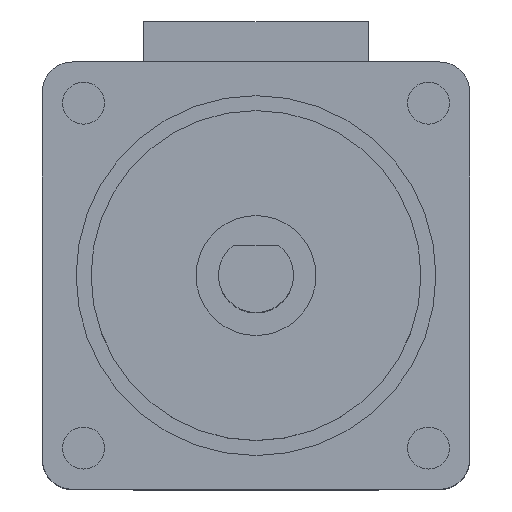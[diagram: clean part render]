
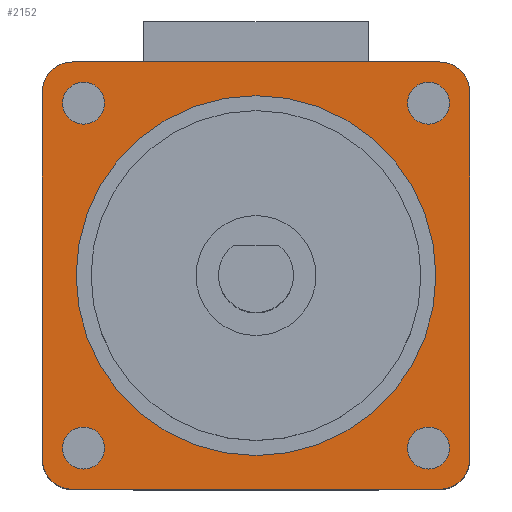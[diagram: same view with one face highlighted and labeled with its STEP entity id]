
A CAD part, top view. The second image highlights one B-rep face of the part: STEP entity #2152.
In plain terms, the highlighted planar face has unit normal (0, 0, 1).
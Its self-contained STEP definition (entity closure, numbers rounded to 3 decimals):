
#39=FACE_BOUND('',#726,.T.);
#40=FACE_BOUND('',#727,.T.);
#41=FACE_BOUND('',#728,.T.);
#42=FACE_BOUND('',#729,.T.);
#43=FACE_BOUND('',#730,.T.);
#68=PLANE('',#2362);
#186=LINE('',#3378,#379);
#189=LINE('',#3384,#382);
#193=LINE('',#3391,#386);
#196=LINE('',#3397,#389);
#379=VECTOR('',#2720,1000.);
#382=VECTOR('',#2725,1000.);
#386=VECTOR('',#2731,1000.);
#389=VECTOR('',#2736,1000.);
#597=FACE_OUTER_BOUND('',#725,.T.);
#725=EDGE_LOOP('',(#1556,#1557,#1558,#1559,#1560,#1561,#1562,#1563));
#726=EDGE_LOOP('',(#1564));
#727=EDGE_LOOP('',(#1565));
#728=EDGE_LOOP('',(#1566));
#729=EDGE_LOOP('',(#1567));
#730=EDGE_LOOP('',(#1568));
#859=CIRCLE('',#2297,12.);
#879=CIRCLE('',#2326,1.4);
#881=CIRCLE('',#2329,1.4);
#883=CIRCLE('',#2332,1.4);
#885=CIRCLE('',#2335,1.4);
#902=CIRCLE('',#2363,2.);
#903=CIRCLE('',#2364,2.);
#904=CIRCLE('',#2365,2.);
#905=CIRCLE('',#2366,2.);
#958=VERTEX_POINT('',#3207);
#982=VERTEX_POINT('',#3269);
#984=VERTEX_POINT('',#3275);
#986=VERTEX_POINT('',#3281);
#988=VERTEX_POINT('',#3287);
#1027=VERTEX_POINT('',#3376);
#1028=VERTEX_POINT('',#3377);
#1029=VERTEX_POINT('',#3382);
#1030=VERTEX_POINT('',#3383);
#1031=VERTEX_POINT('',#3388);
#1032=VERTEX_POINT('',#3390);
#1033=VERTEX_POINT('',#3394);
#1034=VERTEX_POINT('',#3396);
#1150=EDGE_CURVE('',#958,#958,#859,.T.);
#1179=EDGE_CURVE('',#982,#982,#879,.T.);
#1182=EDGE_CURVE('',#984,#984,#881,.T.);
#1185=EDGE_CURVE('',#986,#986,#883,.T.);
#1188=EDGE_CURVE('',#988,#988,#885,.T.);
#1230=EDGE_CURVE('',#1027,#1028,#186,.T.);
#1233=EDGE_CURVE('',#1029,#1030,#189,.T.);
#1237=EDGE_CURVE('',#1032,#1031,#193,.T.);
#1240=EDGE_CURVE('',#1034,#1033,#196,.T.);
#1242=EDGE_CURVE('',#1033,#1027,#902,.T.);
#1243=EDGE_CURVE('',#1028,#1029,#903,.T.);
#1244=EDGE_CURVE('',#1030,#1032,#904,.T.);
#1245=EDGE_CURVE('',#1031,#1034,#905,.T.);
#1556=ORIENTED_EDGE('',*,*,#1240,.T.);
#1557=ORIENTED_EDGE('',*,*,#1242,.T.);
#1558=ORIENTED_EDGE('',*,*,#1230,.T.);
#1559=ORIENTED_EDGE('',*,*,#1243,.T.);
#1560=ORIENTED_EDGE('',*,*,#1233,.T.);
#1561=ORIENTED_EDGE('',*,*,#1244,.T.);
#1562=ORIENTED_EDGE('',*,*,#1237,.T.);
#1563=ORIENTED_EDGE('',*,*,#1245,.T.);
#1564=ORIENTED_EDGE('',*,*,#1150,.F.);
#1565=ORIENTED_EDGE('',*,*,#1179,.F.);
#1566=ORIENTED_EDGE('',*,*,#1182,.F.);
#1567=ORIENTED_EDGE('',*,*,#1185,.F.);
#1568=ORIENTED_EDGE('',*,*,#1188,.F.);
#2152=ADVANCED_FACE('',(#597,#39,#40,#41,#42,#43),#68,.T.);
#2297=AXIS2_PLACEMENT_3D('',#3209,#2559,#2560);
#2326=AXIS2_PLACEMENT_3D('',#3271,#2626,#2627);
#2329=AXIS2_PLACEMENT_3D('',#3277,#2633,#2634);
#2332=AXIS2_PLACEMENT_3D('',#3283,#2640,#2641);
#2335=AXIS2_PLACEMENT_3D('',#3289,#2647,#2648);
#2362=AXIS2_PLACEMENT_3D('',#3399,#2738,#2739);
#2363=AXIS2_PLACEMENT_3D('',#3400,#2740,#2741);
#2364=AXIS2_PLACEMENT_3D('',#3401,#2742,#2743);
#2365=AXIS2_PLACEMENT_3D('',#3402,#2744,#2745);
#2366=AXIS2_PLACEMENT_3D('',#3403,#2746,#2747);
#2559=DIRECTION('center_axis',(0.,0.,1.));
#2560=DIRECTION('ref_axis',(1.,0.,0.));
#2626=DIRECTION('center_axis',(0.,0.,1.));
#2627=DIRECTION('ref_axis',(1.,0.,0.));
#2633=DIRECTION('center_axis',(0.,0.,1.));
#2634=DIRECTION('ref_axis',(1.,0.,0.));
#2640=DIRECTION('center_axis',(0.,0.,1.));
#2641=DIRECTION('ref_axis',(1.,0.,0.));
#2647=DIRECTION('center_axis',(0.,0.,1.));
#2648=DIRECTION('ref_axis',(1.,0.,0.));
#2720=DIRECTION('',(0.,1.,0.));
#2725=DIRECTION('',(-1.,0.,0.));
#2731=DIRECTION('',(0.,-1.,0.));
#2736=DIRECTION('',(1.,0.,0.));
#2738=DIRECTION('center_axis',(0.,0.,1.));
#2739=DIRECTION('ref_axis',(1.,0.,0.));
#2740=DIRECTION('center_axis',(0.,0.,1.));
#2741=DIRECTION('ref_axis',(1.,0.,0.));
#2742=DIRECTION('center_axis',(0.,0.,1.));
#2743=DIRECTION('ref_axis',(1.,0.,0.));
#2744=DIRECTION('center_axis',(0.,0.,1.));
#2745=DIRECTION('ref_axis',(1.,0.,0.));
#2746=DIRECTION('center_axis',(0.,0.,1.));
#2747=DIRECTION('ref_axis',(1.,0.,0.));
#3207=CARTESIAN_POINT('',(-12.,0.,7.));
#3209=CARTESIAN_POINT('Origin',(0.,0.,7.));
#3269=CARTESIAN_POINT('',(-12.9,-11.5,7.));
#3271=CARTESIAN_POINT('Origin',(-11.5,-11.5,7.));
#3275=CARTESIAN_POINT('',(10.1,-11.5,7.));
#3277=CARTESIAN_POINT('Origin',(11.5,-11.5,7.));
#3281=CARTESIAN_POINT('',(10.1,11.5,7.));
#3283=CARTESIAN_POINT('Origin',(11.5,11.5,7.));
#3287=CARTESIAN_POINT('',(-12.9,11.5,7.));
#3289=CARTESIAN_POINT('Origin',(-11.5,11.5,7.));
#3376=CARTESIAN_POINT('',(14.25,-12.25,7.));
#3377=CARTESIAN_POINT('',(14.25,12.25,7.));
#3378=CARTESIAN_POINT('',(14.25,14.25,7.));
#3382=CARTESIAN_POINT('',(12.25,14.25,7.));
#3383=CARTESIAN_POINT('',(-12.25,14.25,7.));
#3384=CARTESIAN_POINT('',(-14.25,14.25,7.));
#3388=CARTESIAN_POINT('',(-14.25,-12.25,7.));
#3390=CARTESIAN_POINT('',(-14.25,12.25,7.));
#3391=CARTESIAN_POINT('',(-14.25,14.25,7.));
#3394=CARTESIAN_POINT('',(12.25,-14.25,7.));
#3396=CARTESIAN_POINT('',(-12.25,-14.25,7.));
#3397=CARTESIAN_POINT('',(-14.25,-14.25,7.));
#3399=CARTESIAN_POINT('Origin',(0.,0.,7.));
#3400=CARTESIAN_POINT('Origin',(12.25,-12.25,7.));
#3401=CARTESIAN_POINT('Origin',(12.25,12.25,7.));
#3402=CARTESIAN_POINT('Origin',(-12.25,12.25,7.));
#3403=CARTESIAN_POINT('Origin',(-12.25,-12.25,7.));
